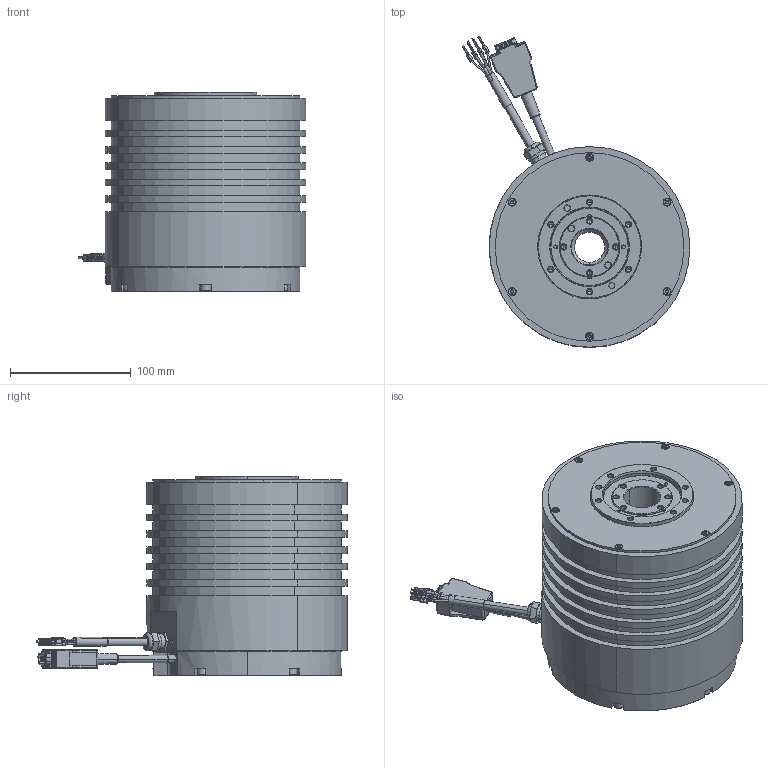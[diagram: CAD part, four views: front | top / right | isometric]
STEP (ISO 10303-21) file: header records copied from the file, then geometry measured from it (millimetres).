
FILE_DESCRIPTION((''),'2;1');
FILE_NAME('1271729-01-Z01','2019-05-13T16:03:00',('de1174'),(''),'CREO PARAMETRIC BY PTC INC, 2018190','CREO PARAMETRIC BY PTC INC, 2018190','');
FILE_SCHEMA(('AUTOMOTIVE_DESIGN { 1 0 10303 214 1 1 1 1 }'));
Length unit declared in the file: millimetre
Products named in the file (1): 1271729-01-Z01
Bounding box: 188.44 x 257.32 x 164.95 mm (x, y, z)
Volume: 3227692.5 mm3; surface area: 207212.8 mm2
Topology: 18 solids, 68 shells, 1625 faces, 3963 edges, 2508 vertices
Faces by surface type: cylinder 771, plane 530, cone 195, torus 63, bspline 36, sphere 30
Entity records: 51218 total; most frequent: CARTESIAN_POINT 12512, DIRECTION 8354, ORIENTED_EDGE 7613, EDGE_CURVE 3889, AXIS2_PLACEMENT_3D 3382, VERTEX_POINT 2508, EDGE_LOOP 1935, CIRCLE 1792
